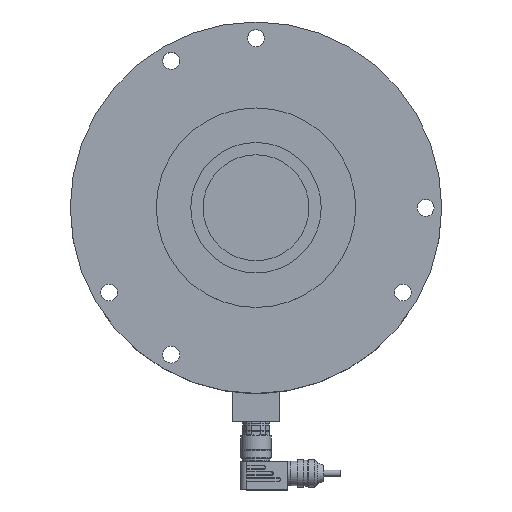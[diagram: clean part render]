
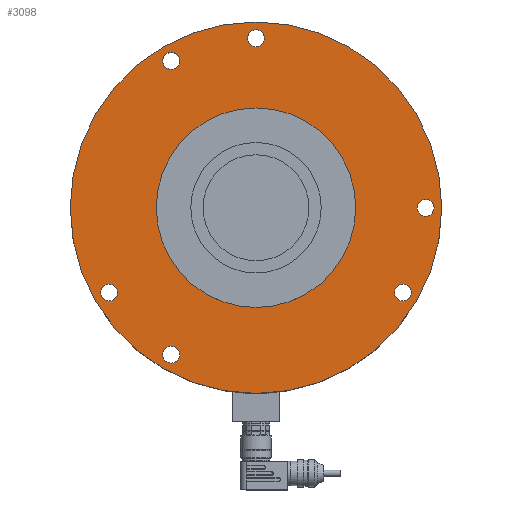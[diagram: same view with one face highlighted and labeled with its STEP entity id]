
A CAD part, top view. The second image highlights one B-rep face of the part: STEP entity #3098.
In plain terms, the highlighted planar face has unit normal (0, 0, 1).
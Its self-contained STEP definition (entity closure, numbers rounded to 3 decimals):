
#59 = CARTESIAN_POINT ( 'NONE',  ( 0., 0., 36. ) ) ;
#97 = EDGE_CURVE ( 'NONE', #4873, #4873, #2714, .T. ) ;
#109 = ORIENTED_EDGE ( 'NONE', *, *, #2856, .F. ) ;
#235 = DIRECTION ( 'NONE',  ( 1., 0., 0. ) ) ;
#287 = DIRECTION ( 'NONE',  ( 0., 0., -1. ) ) ;
#317 = FACE_BOUND ( 'NONE', #5929, .T. ) ;
#643 = AXIS2_PLACEMENT_3D ( 'NONE', #59, #647, #7688 ) ;
#647 = DIRECTION ( 'NONE',  ( 0., 0., 1. ) ) ;
#740 = CARTESIAN_POINT ( 'NONE',  ( -49.75, -95.696, 36. ) ) ;
#796 = CIRCLE ( 'NONE', #5600, 5.5 ) ;
#889 = EDGE_LOOP ( 'NONE', ( #4958 ) ) ;
#900 = ORIENTED_EDGE ( 'NONE', *, *, #7403, .T. ) ;
#926 = CARTESIAN_POINT ( 'NONE',  ( -55.25, 95.696, 36. ) ) ;
#929 = AXIS2_PLACEMENT_3D ( 'NONE', #3578, #3973, #235 ) ;
#936 = EDGE_LOOP ( 'NONE', ( #6907 ) ) ;
#1511 = DIRECTION ( 'NONE',  ( 0., 0., -1. ) ) ;
#1591 = VERTEX_POINT ( 'NONE', #4690 ) ;
#1630 = PLANE ( 'NONE',  #5247 ) ;
#1947 = AXIS2_PLACEMENT_3D ( 'NONE', #8087, #1511, #4133 ) ;
#2172 = CIRCLE ( 'NONE', #3822, 121. ) ;
#2458 = CARTESIAN_POINT ( 'NONE',  ( 110.5, 0., 36. ) ) ;
#2587 = CARTESIAN_POINT ( 'NONE',  ( -65., 0., 36. ) ) ;
#2714 = CIRCLE ( 'NONE', #929, 5.5 ) ;
#2854 = CARTESIAN_POINT ( 'NONE',  ( 101.196, -55.25, 36. ) ) ;
#2856 = EDGE_CURVE ( 'NONE', #4518, #4518, #4214, .T. ) ;
#2885 = FACE_BOUND ( 'NONE', #4667, .T. ) ;
#2935 = FACE_BOUND ( 'NONE', #4325, .T. ) ;
#3042 = EDGE_LOOP ( 'NONE', ( #5451 ) ) ;
#3098 = ADVANCED_FACE ( 'NONE', ( #6917, #6191, #2885, #4905, #4258, #317, #2935, #5553 ), #1630, .F. ) ;
#3401 = CARTESIAN_POINT ( 'NONE',  ( 0., 110.5, 36. ) ) ;
#3570 = CARTESIAN_POINT ( 'NONE',  ( 5.5, 110.5, 36. ) ) ;
#3578 = CARTESIAN_POINT ( 'NONE',  ( 95.696, -55.25, 36. ) ) ;
#3667 = DIRECTION ( 'NONE',  ( 0., 0., -1. ) ) ;
#3704 = EDGE_CURVE ( 'NONE', #5336, #5336, #4009, .T. ) ;
#3822 = AXIS2_PLACEMENT_3D ( 'NONE', #5039, #4316, #5082 ) ;
#3872 = CARTESIAN_POINT ( 'NONE',  ( -49.75, 95.696, 36. ) ) ;
#3973 = DIRECTION ( 'NONE',  ( 0., 0., -1. ) ) ;
#4009 = CIRCLE ( 'NONE', #5789, 5.5 ) ;
#4133 = DIRECTION ( 'NONE',  ( 1., 0., 0. ) ) ;
#4201 = EDGE_CURVE ( 'NONE', #7823, #7823, #4552, .T. ) ;
#4214 = CIRCLE ( 'NONE', #643, 65. ) ;
#4258 = FACE_BOUND ( 'NONE', #3042, .T. ) ;
#4316 = DIRECTION ( 'NONE',  ( 0., 0., 1. ) ) ;
#4325 = EDGE_LOOP ( 'NONE', ( #109 ) ) ;
#4507 = CARTESIAN_POINT ( 'NONE',  ( -90.196, -55.25, 36. ) ) ;
#4518 = VERTEX_POINT ( 'NONE', #2587 ) ;
#4552 = CIRCLE ( 'NONE', #1947, 5.5 ) ;
#4667 = EDGE_LOOP ( 'NONE', ( #900 ) ) ;
#4690 = CARTESIAN_POINT ( 'NONE',  ( -121., 0., 36. ) ) ;
#4706 = DIRECTION ( 'NONE',  ( 1., 0., 0. ) ) ;
#4732 = DIRECTION ( 'NONE',  ( 0., 0., -1. ) ) ;
#4746 = ORIENTED_EDGE ( 'NONE', *, *, #3704, .T. ) ;
#4873 = VERTEX_POINT ( 'NONE', #2854 ) ;
#4905 = FACE_BOUND ( 'NONE', #6754, .T. ) ;
#4954 = DIRECTION ( 'NONE',  ( 1., 0., 0. ) ) ;
#4958 = ORIENTED_EDGE ( 'NONE', *, *, #5125, .T. ) ;
#5023 = VERTEX_POINT ( 'NONE', #5590 ) ;
#5039 = CARTESIAN_POINT ( 'NONE',  ( 0., 0., 36. ) ) ;
#5082 = DIRECTION ( 'NONE',  ( -1., 0., 0. ) ) ;
#5084 = DIRECTION ( 'NONE',  ( 1., 0., 0. ) ) ;
#5125 = EDGE_CURVE ( 'NONE', #1591, #1591, #2172, .T. ) ;
#5247 = AXIS2_PLACEMENT_3D ( 'NONE', #5592, #6874, #6833 ) ;
#5336 = VERTEX_POINT ( 'NONE', #3872 ) ;
#5451 = ORIENTED_EDGE ( 'NONE', *, *, #5796, .T. ) ;
#5553 = FACE_OUTER_BOUND ( 'NONE', #889, .T. ) ;
#5590 = CARTESIAN_POINT ( 'NONE',  ( 116., 0., 36. ) ) ;
#5592 = CARTESIAN_POINT ( 'NONE',  ( 0., -65., 36. ) ) ;
#5600 = AXIS2_PLACEMENT_3D ( 'NONE', #3401, #4732, #6658 ) ;
#5686 = CIRCLE ( 'NONE', #7879, 5.5 ) ;
#5789 = AXIS2_PLACEMENT_3D ( 'NONE', #926, #287, #4706 ) ;
#5796 = EDGE_CURVE ( 'NONE', #7951, #7951, #796, .T. ) ;
#5929 = EDGE_LOOP ( 'NONE', ( #4746 ) ) ;
#5975 = ORIENTED_EDGE ( 'NONE', *, *, #8305, .T. ) ;
#6191 = FACE_BOUND ( 'NONE', #7711, .T. ) ;
#6511 = AXIS2_PLACEMENT_3D ( 'NONE', #2458, #3667, #4954 ) ;
#6607 = VERTEX_POINT ( 'NONE', #4507 ) ;
#6658 = DIRECTION ( 'NONE',  ( 1., 0., 0. ) ) ;
#6754 = EDGE_LOOP ( 'NONE', ( #6856 ) ) ;
#6833 = DIRECTION ( 'NONE',  ( 1., 0., 0. ) ) ;
#6856 = ORIENTED_EDGE ( 'NONE', *, *, #97, .T. ) ;
#6874 = DIRECTION ( 'NONE',  ( 0., 0., -1. ) ) ;
#6907 = ORIENTED_EDGE ( 'NONE', *, *, #4201, .T. ) ;
#6917 = FACE_BOUND ( 'NONE', #936, .T. ) ;
#7106 = DIRECTION ( 'NONE',  ( 0., 0., -1. ) ) ;
#7403 = EDGE_CURVE ( 'NONE', #5023, #5023, #8026, .T. ) ;
#7665 = CARTESIAN_POINT ( 'NONE',  ( -95.696, -55.25, 36. ) ) ;
#7688 = DIRECTION ( 'NONE',  ( -1., 0., 0. ) ) ;
#7711 = EDGE_LOOP ( 'NONE', ( #5975 ) ) ;
#7823 = VERTEX_POINT ( 'NONE', #740 ) ;
#7879 = AXIS2_PLACEMENT_3D ( 'NONE', #7665, #7106, #5084 ) ;
#7951 = VERTEX_POINT ( 'NONE', #3570 ) ;
#8026 = CIRCLE ( 'NONE', #6511, 5.5 ) ;
#8087 = CARTESIAN_POINT ( 'NONE',  ( -55.25, -95.696, 36. ) ) ;
#8305 = EDGE_CURVE ( 'NONE', #6607, #6607, #5686, .T. ) ;
